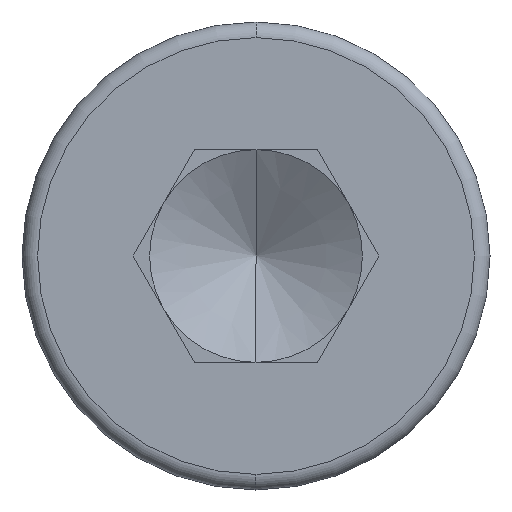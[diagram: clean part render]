
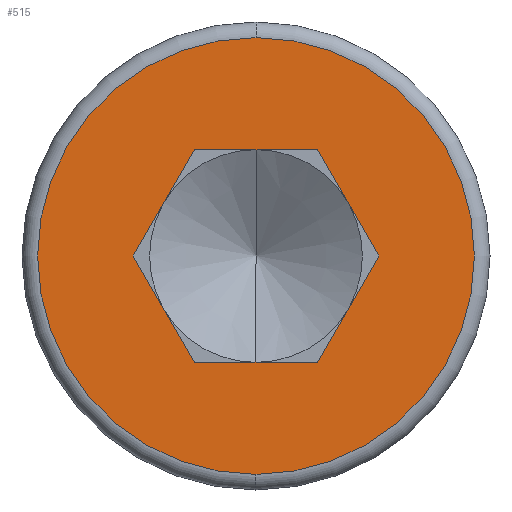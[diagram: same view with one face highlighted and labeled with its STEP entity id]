
A CAD part, left-side view. The second image highlights one B-rep face of the part: STEP entity #515.
In plain terms, the highlighted planar face has unit normal (-1, 0, 0).
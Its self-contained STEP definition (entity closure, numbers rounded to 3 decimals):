
#5 = CARTESIAN_POINT ( 'NONE',  ( 0., 0., 0. ) ) ;
#33 = EDGE_CURVE ( 'NONE', #162, #715, #512, .T. ) ;
#39 = ORIENTED_EDGE ( 'NONE', *, *, #726, .T. ) ;
#55 = ORIENTED_EDGE ( 'NONE', *, *, #106, .F. ) ;
#63 = CARTESIAN_POINT ( 'NONE',  ( 0., 0., 0. ) ) ;
#64 = DIRECTION ( 'NONE',  ( 0., 0., 1. ) ) ;
#65 = ORIENTED_EDGE ( 'NONE', *, *, #567, .F. ) ;
#80 = LINE ( 'NONE', #301, #401 ) ;
#92 = CARTESIAN_POINT ( 'NONE',  ( 0., -0.722, 1.25 ) ) ;
#106 = EDGE_CURVE ( 'NONE', #197, #162, #463, .T. ) ;
#114 = CIRCLE ( 'NONE', #406, 2.567 ) ;
#121 = AXIS2_PLACEMENT_3D ( 'NONE', #234, #652, #288 ) ;
#123 = DIRECTION ( 'NONE',  ( 0., 0., 1. ) ) ;
#136 = CARTESIAN_POINT ( 'NONE',  ( 0., -1.443, 0. ) ) ;
#162 = VERTEX_POINT ( 'NONE', #281 ) ;
#163 = ORIENTED_EDGE ( 'NONE', *, *, #182, .T. ) ;
#177 = CARTESIAN_POINT ( 'NONE',  ( 0., -0.722, 1.25 ) ) ;
#180 = CARTESIAN_POINT ( 'NONE',  ( 0., 1.443, 0. ) ) ;
#182 = EDGE_CURVE ( 'NONE', #399, #546, #114, .T. ) ;
#195 = CARTESIAN_POINT ( 'NONE',  ( 0., -0.722, -1.25 ) ) ;
#196 = VERTEX_POINT ( 'NONE', #354 ) ;
#197 = VERTEX_POINT ( 'NONE', #180 ) ;
#219 = CARTESIAN_POINT ( 'NONE',  ( 0., 1.443, 0. ) ) ;
#234 = CARTESIAN_POINT ( 'NONE',  ( 0., 0., 0. ) ) ;
#244 = DIRECTION ( 'NONE',  ( 0., -1., 0. ) ) ;
#265 = ORIENTED_EDGE ( 'NONE', *, *, #33, .F. ) ;
#281 = CARTESIAN_POINT ( 'NONE',  ( 0., 0.722, -1.25 ) ) ;
#282 = LINE ( 'NONE', #136, #417 ) ;
#284 = VERTEX_POINT ( 'NONE', #679 ) ;
#288 = DIRECTION ( 'NONE',  ( 0., 0., 1. ) ) ;
#298 = CARTESIAN_POINT ( 'NONE',  ( 0., 0.722, -1.25 ) ) ;
#301 = CARTESIAN_POINT ( 'NONE',  ( 0., -0.722, 1.25 ) ) ;
#308 = VECTOR ( 'NONE', #702, 1000. ) ;
#314 = ORIENTED_EDGE ( 'NONE', *, *, #644, .T. ) ;
#354 = CARTESIAN_POINT ( 'NONE',  ( 0., 0.722, 1.25 ) ) ;
#361 = DIRECTION ( 'NONE',  ( 0., -0.5, -0.866 ) ) ;
#373 = EDGE_LOOP ( 'NONE', ( #529, #163 ) ) ;
#398 = VERTEX_POINT ( 'NONE', #92 ) ;
#399 = VERTEX_POINT ( 'NONE', #514 ) ;
#401 = VECTOR ( 'NONE', #361, 1000. ) ;
#405 = AXIS2_PLACEMENT_3D ( 'NONE', #5, #416, #64 ) ;
#406 = AXIS2_PLACEMENT_3D ( 'NONE', #63, #478, #123 ) ;
#411 = CIRCLE ( 'NONE', #405, 2.567 ) ;
#416 = DIRECTION ( 'NONE',  ( -1., 0., 0. ) ) ;
#417 = VECTOR ( 'NONE', #680, 1000. ) ;
#426 = ORIENTED_EDGE ( 'NONE', *, *, #476, .T. ) ;
#463 = LINE ( 'NONE', #681, #576 ) ;
#476 = EDGE_CURVE ( 'NONE', #197, #196, #650, .T. ) ;
#478 = DIRECTION ( 'NONE',  ( -1., 0., 0. ) ) ;
#484 = VECTOR ( 'NONE', #244, 1000. ) ;
#512 = LINE ( 'NONE', #298, #484 ) ;
#514 = CARTESIAN_POINT ( 'NONE',  ( 0., 0., -2.567 ) ) ;
#515 = ADVANCED_FACE ( 'NONE', ( #695, #780 ), #595, .T. ) ;
#529 = ORIENTED_EDGE ( 'NONE', *, *, #587, .T. ) ;
#543 = DIRECTION ( 'NONE',  ( 0., 1., 0. ) ) ;
#546 = VERTEX_POINT ( 'NONE', #782 ) ;
#567 = EDGE_CURVE ( 'NONE', #398, #196, #768, .T. ) ;
#576 = VECTOR ( 'NONE', #745, 1000. ) ;
#587 = EDGE_CURVE ( 'NONE', #546, #399, #411, .T. ) ;
#595 = PLANE ( 'NONE',  #121 ) ;
#644 = EDGE_CURVE ( 'NONE', #398, #284, #80, .T. ) ;
#645 = EDGE_LOOP ( 'NONE', ( #426, #65, #314, #39, #265, #55 ) ) ;
#650 = LINE ( 'NONE', #219, #308 ) ;
#652 = DIRECTION ( 'NONE',  ( -1., 0., 0. ) ) ;
#679 = CARTESIAN_POINT ( 'NONE',  ( 0., -1.443, 0. ) ) ;
#680 = DIRECTION ( 'NONE',  ( 0., 0.5, -0.866 ) ) ;
#681 = CARTESIAN_POINT ( 'NONE',  ( 0., 1.443, 0. ) ) ;
#695 = FACE_BOUND ( 'NONE', #645, .T. ) ;
#702 = DIRECTION ( 'NONE',  ( 0., -0.5, 0.866 ) ) ;
#715 = VERTEX_POINT ( 'NONE', #195 ) ;
#726 = EDGE_CURVE ( 'NONE', #284, #715, #282, .T. ) ;
#742 = VECTOR ( 'NONE', #543, 1000. ) ;
#745 = DIRECTION ( 'NONE',  ( 0., -0.5, -0.866 ) ) ;
#768 = LINE ( 'NONE', #177, #742 ) ;
#780 = FACE_OUTER_BOUND ( 'NONE', #373, .T. ) ;
#782 = CARTESIAN_POINT ( 'NONE',  ( 0., 0., 2.567 ) ) ;
